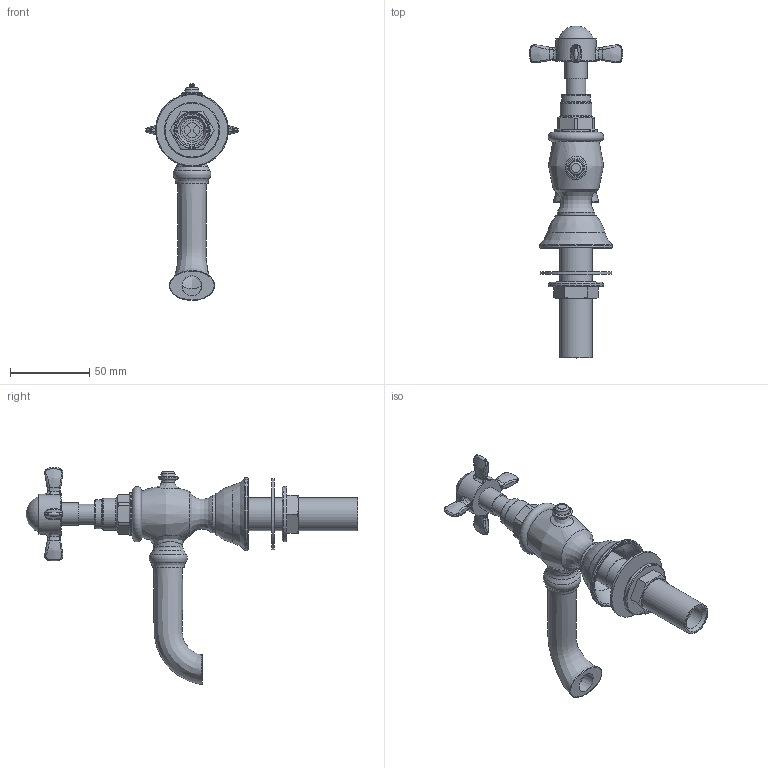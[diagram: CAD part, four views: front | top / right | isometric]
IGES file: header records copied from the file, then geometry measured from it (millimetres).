
Global section: file name: No Iges File Name specified; native system: Autodesk Inventor 2012; preprocessor: AutoDesk Inventor Iges Exporter R2012; author: mblakey; date: 20121106.135756; units: millimetre
Bounding box: 59 x 209.83 x 137.15 mm (x, y, z)
Volume: 205869.5 mm3; surface area: 118912.4 mm2
Topology: 34 solids, 34 shells, 1370 faces, 3318 edges, 2048 vertices
Faces by surface type: plane 498, bspline 304, cylinder 298, revolution 130, torus 110, cone 28, sphere 2
Full cylindrical faces by diameter (mm): 4.018 x2, 5 x2, 5.8 x2, 8.85 x2, 9.45 x2, 10 x2, 12.575 x4, 12.7 x2, 14.4 x2, 15.8 x2, 17.6 x2, 18.3 x2, 18.5 x2, 18.6 x2, 20.1 x2, 20.7 x2, 20.71 x2, 20.96 x2, 20.965 x2, 21.1 x2, 22.35 x2, 23.78 x2, 24 x4, 25.4 x2, 26.8 x2, 35 x2, 45 x2, 46 x2
